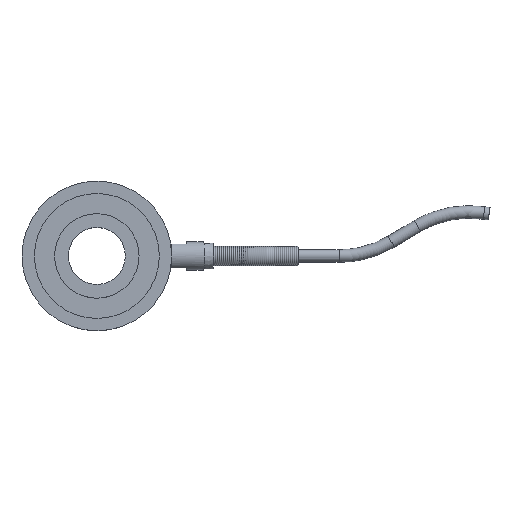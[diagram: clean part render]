
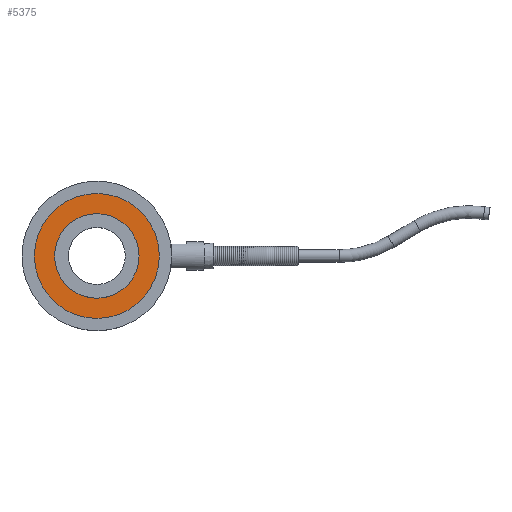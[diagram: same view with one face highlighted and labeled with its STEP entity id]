
A CAD part, top view. The second image highlights one B-rep face of the part: STEP entity #5375.
In plain terms, the highlighted planar face has unit normal (0, 0, 1).
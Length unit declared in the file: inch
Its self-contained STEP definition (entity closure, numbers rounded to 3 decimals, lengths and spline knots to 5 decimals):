
#4903=CARTESIAN_POINT('',(15.48974,0.,9.96721));
#4904=VERTEX_POINT('',#4903);
#4905=CARTESIAN_POINT('',(15.90724,0.,9.96721));
#4906=DIRECTION('',(0.0,0.0,-1.0));
#4907=DIRECTION('',(1.0,0.0,0.0));
#4908=AXIS2_PLACEMENT_3D('',#4905,#4906,#4907);
#4909=CIRCLE('',#4908,0.4175);
#4910=EDGE_CURVE('',#4904,#4904,#4909,.T.);
#4931=CARTESIAN_POINT('',(15.28974,0.,9.96721));
#4932=VERTEX_POINT('',#4931);
#4933=CARTESIAN_POINT('',(15.90724,0.,9.96721));
#4934=DIRECTION('',(0.0,0.0,-1.0));
#4935=DIRECTION('',(1.0,0.0,0.0));
#4936=AXIS2_PLACEMENT_3D('',#4933,#4934,#4935);
#4937=CIRCLE('',#4936,0.6175);
#4938=EDGE_CURVE('',#4932,#4932,#4937,.T.);
#5364=CARTESIAN_POINT('',(16.42474,0.,9.96721));
#5365=DIRECTION('',(0.0,0.0,1.0));
#5366=DIRECTION('',(1.0,0.0,0.0));
#5367=AXIS2_PLACEMENT_3D('',#5364,#5365,#5366);
#5368=PLANE('',#5367);
#5369=ORIENTED_EDGE('',*,*,#4938,.F.);
#5370=EDGE_LOOP('',(#5369));
#5371=FACE_OUTER_BOUND('',#5370,.T.);
#5372=ORIENTED_EDGE('',*,*,#4910,.T.);
#5373=EDGE_LOOP('',(#5372));
#5374=FACE_BOUND('',#5373,.T.);
#5375=ADVANCED_FACE('',(#5371,#5374),#5368,.T.);
